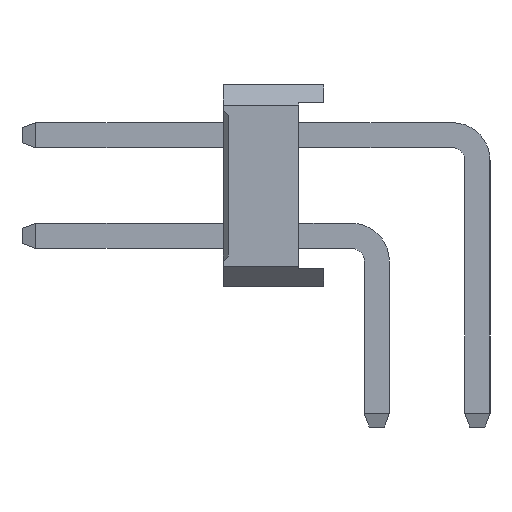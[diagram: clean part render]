
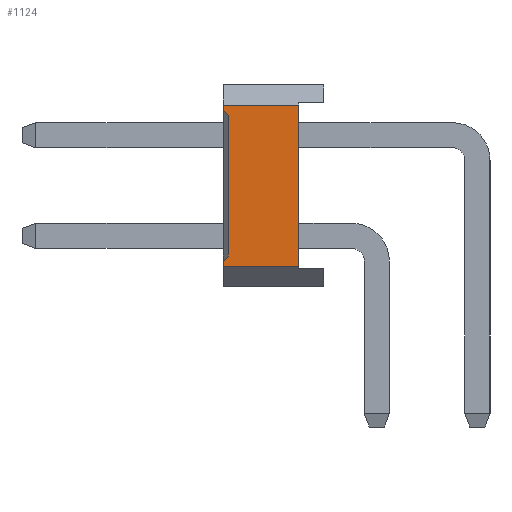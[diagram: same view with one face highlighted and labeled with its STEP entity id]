
A CAD part, left-side view. The second image highlights one B-rep face of the part: STEP entity #1124.
In plain terms, the highlighted planar face has unit normal (-1, 0, 0).
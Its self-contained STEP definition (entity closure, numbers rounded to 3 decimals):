
#1124=ADVANCED_FACE('',(#21530),#21532,.T.);
#21530=FACE_BOUND('',#21531,.T.);
#21531=EDGE_LOOP('',(#38069,#38070,#38071,#38072,#38073,#38074,#38075,#38076));
#21532=PLANE('',#21533);
#21533=AXIS2_PLACEMENT_3D('',#21534,#21535,#21536);
#21534=CARTESIAN_POINT('',(-1.,1.05,0.4));
#21535=DIRECTION('',(-1.,0.,0.));
#21536=DIRECTION('',(0.,0.,1.));
#38069=ORIENTED_EDGE('',*,*,#49017,.F.);
#38070=ORIENTED_EDGE('',*,*,#49018,.T.);
#38071=ORIENTED_EDGE('',*,*,#49019,.F.);
#38072=ORIENTED_EDGE('',*,*,#48033,.F.);
#38073=ORIENTED_EDGE('',*,*,#49015,.F.);
#38074=ORIENTED_EDGE('',*,*,#49020,.T.);
#38075=ORIENTED_EDGE('',*,*,#49021,.T.);
#38076=ORIENTED_EDGE('',*,*,#48037,.F.);
#48033=EDGE_CURVE('',#53744,#53746,#53747,.T.);
#48037=EDGE_CURVE('',#53752,#53754,#53755,.T.);
#49015=EDGE_CURVE('',#55590,#53744,#55592,.T.);
#49017=EDGE_CURVE('',#55594,#53752,#55595,.F.);
#49018=EDGE_CURVE('',#55594,#55596,#55597,.T.);
#49019=EDGE_CURVE('',#53746,#55596,#55598,.F.);
#49020=EDGE_CURVE('',#55590,#55599,#55600,.T.);
#49021=EDGE_CURVE('',#55599,#53754,#55601,.T.);
#53744=VERTEX_POINT('',#63094);
#53746=VERTEX_POINT('',#63098);
#53747=LINE('',#63099,#63100);
#53752=VERTEX_POINT('',#63110);
#53754=VERTEX_POINT('',#63114);
#53755=LINE('',#63115,#63116);
#55590=VERTEX_POINT('',#66904);
#55592=LINE('',#66908,#66909);
#55594=VERTEX_POINT('',#66914);
#55595=LINE('',#66915,#66916);
#55596=VERTEX_POINT('',#66918);
#55597=LINE('',#66919,#66920);
#55598=LINE('',#66922,#66923);
#55599=VERTEX_POINT('',#66925);
#55600=LINE('',#66926,#66927);
#55601=LINE('',#66929,#66930);
#63094=CARTESIAN_POINT('',(-1.,3.05,0.4));
#63098=CARTESIAN_POINT('',(-1.,3.05,0.5));
#63099=CARTESIAN_POINT('',(-1.,3.05,0.4));
#63100=VECTOR('',#63101,1.);
#63101=DIRECTION('',(0.,0.,1.));
#63110=CARTESIAN_POINT('',(-1.,3.05,3.5));
#63114=CARTESIAN_POINT('',(-1.,3.05,3.6));
#63115=CARTESIAN_POINT('',(-1.,3.05,3.5));
#63116=VECTOR('',#63117,1.);
#63117=DIRECTION('',(0.,0.,1.));
#66904=CARTESIAN_POINT('',(-1.,1.55,0.4));
#66908=CARTESIAN_POINT('',(-1.,1.55,0.4));
#66909=VECTOR('',#66910,1.);
#66910=DIRECTION('',(0.,1.,0.));
#66914=CARTESIAN_POINT('',(-1.,2.95,3.4));
#66915=CARTESIAN_POINT('',(-1.,3.05,3.5));
#66916=VECTOR('',#66917,1.);
#66917=DIRECTION('',(0.,-0.707,-0.707));
#66918=CARTESIAN_POINT('',(-1.,2.95,0.6));
#66919=CARTESIAN_POINT('',(-1.,2.95,3.4));
#66920=VECTOR('',#66921,1.);
#66921=DIRECTION('',(0.,0.,-1.));
#66922=CARTESIAN_POINT('',(-1.,2.95,0.6));
#66923=VECTOR('',#66924,1.);
#66924=DIRECTION('',(0.,0.707,-0.707));
#66925=CARTESIAN_POINT('',(-1.,1.55,3.6));
#66926=CARTESIAN_POINT('',(-1.,1.55,0.4));
#66927=VECTOR('',#66928,1.);
#66928=DIRECTION('',(0.,0.,1.));
#66929=CARTESIAN_POINT('',(-1.,1.55,3.6));
#66930=VECTOR('',#66931,1.);
#66931=DIRECTION('',(0.,1.,0.));
